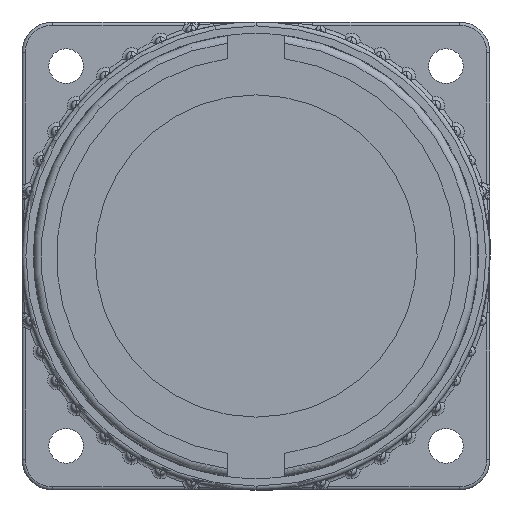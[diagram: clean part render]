
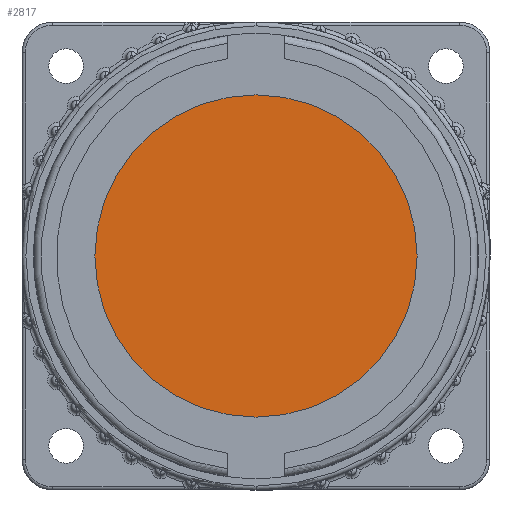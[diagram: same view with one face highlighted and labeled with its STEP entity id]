
A CAD part, front view. The second image highlights one B-rep face of the part: STEP entity #2817.
In plain terms, the highlighted planar face has unit normal (0, -1, 0).
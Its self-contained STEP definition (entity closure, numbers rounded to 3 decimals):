
#143 = EDGE_CURVE ( 'NONE', #10499, #4420, #10119, .T. ) ;
#516 = DIRECTION ( 'NONE',  ( 0., 0., -1. ) ) ;
#528 = DIRECTION ( 'NONE',  ( 0., -1., 0. ) ) ;
#540 = CARTESIAN_POINT ( 'NONE',  ( 0., -66.7, 0. ) ) ;
#1320 = DIRECTION ( 'NONE',  ( 0., 0., -1. ) ) ;
#1333 = DIRECTION ( 'NONE',  ( 0., -1., 0. ) ) ;
#1348 = CARTESIAN_POINT ( 'NONE',  ( 0., -66.7, 0. ) ) ;
#2817 = ADVANCED_FACE ( 'NONE', ( #5976 ), #4348, .T. ) ;
#3052 = ORIENTED_EDGE ( 'NONE', *, *, #143, .T. ) ;
#3582 = ORIENTED_EDGE ( 'NONE', *, *, #11881, .T. ) ;
#4313 = DIRECTION ( 'NONE',  ( 0., 0., -1. ) ) ;
#4326 = DIRECTION ( 'NONE',  ( 0., -1., 0. ) ) ;
#4341 = CARTESIAN_POINT ( 'NONE',  ( 0., -66.7, 0. ) ) ;
#4348 = PLANE ( 'NONE',  #6629 ) ;
#4420 = VERTEX_POINT ( 'NONE', #7544 ) ;
#5976 = FACE_OUTER_BOUND ( 'NONE', #8957, .T. ) ;
#6629 = AXIS2_PLACEMENT_3D ( 'NONE', #4341, #4326, #4313 ) ;
#6813 = CIRCLE ( 'NONE', #10745, 21. ) ;
#7544 = CARTESIAN_POINT ( 'NONE',  ( 0., -66.7, -21. ) ) ;
#8957 = EDGE_LOOP ( 'NONE', ( #3582, #3052 ) ) ;
#10119 = CIRCLE ( 'NONE', #11499, 21. ) ;
#10499 = VERTEX_POINT ( 'NONE', #12758 ) ;
#10745 = AXIS2_PLACEMENT_3D ( 'NONE', #1348, #1333, #1320 ) ;
#11499 = AXIS2_PLACEMENT_3D ( 'NONE', #540, #528, #516 ) ;
#11881 = EDGE_CURVE ( 'NONE', #4420, #10499, #6813, .T. ) ;
#12758 = CARTESIAN_POINT ( 'NONE',  ( 0., -66.7, 21. ) ) ;
